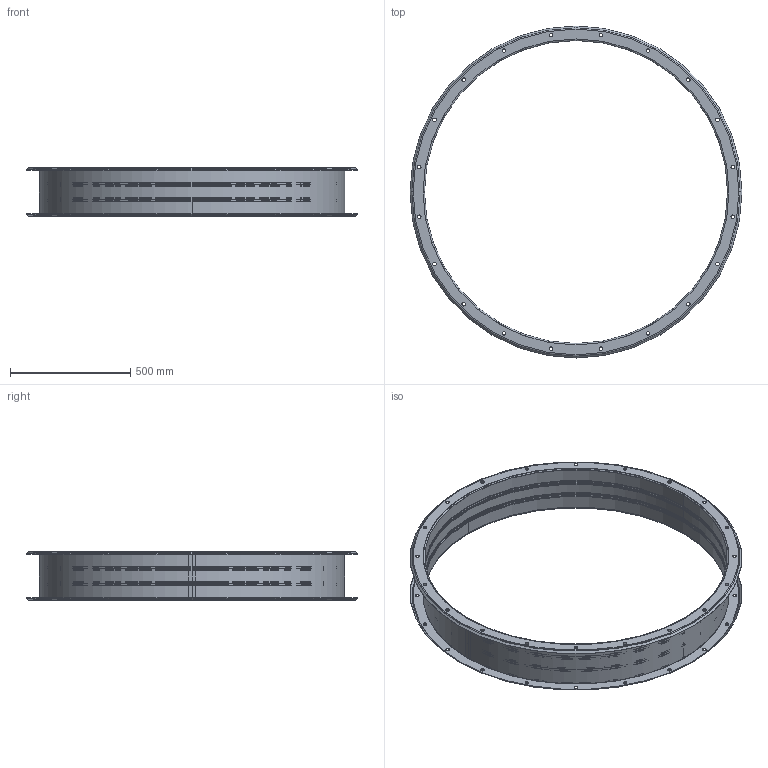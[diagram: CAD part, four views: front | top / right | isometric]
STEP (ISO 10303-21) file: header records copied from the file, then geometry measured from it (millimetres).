
FILE_DESCRIPTION (( 'STEP AP203' ), '1' );
FILE_NAME ('1SU6125_CCga 125.STEP', '2022-02-25T09:45:37', ( '' ), ( '' ), 'SwSTEP 2.0', 'SolidWorks 2018', '' );
FILE_SCHEMA (( 'CONFIG_CONTROL_DESIGN' ));
Length unit declared in the file: millimetre
Products named in the file (3): B755A_8BO1625_Flangia con collare CCFC 125; 1SU6125_CCga 125; C263C_Fascia per giunto antivibrante STD_5FA1075 - Fascia per giunto antivibrante STD CC 1250
Assembly tree (3 placements, depth 2):
  1SU6125_CCga 125
    B755A_8BO1625_Flangia con collare CCFC 125  x2
    C263C_Fascia per giunto antivibrante STD_5FA1075 - Fascia per giunto antivibrante STD CC 1250
Bounding box: 1380 x 1380 x 203 mm (x, y, z)
Volume: 2100766.3 mm3; surface area: 3891638.9 mm2
Topology: 3 solids, 3 shells, 163 faces, 409 edges, 254 vertices
Faces by surface type: cylinder 101, torus 40, cone 12, plane 10
Entity records: 3050 total; most frequent: DIRECTION 549, CARTESIAN_POINT 441, ORIENTED_EDGE 430, AXIS2_PLACEMENT_3D 242, EDGE_CURVE 215, CIRCLE 150, VERTEX_POINT 134, EDGE_LOOP 131
